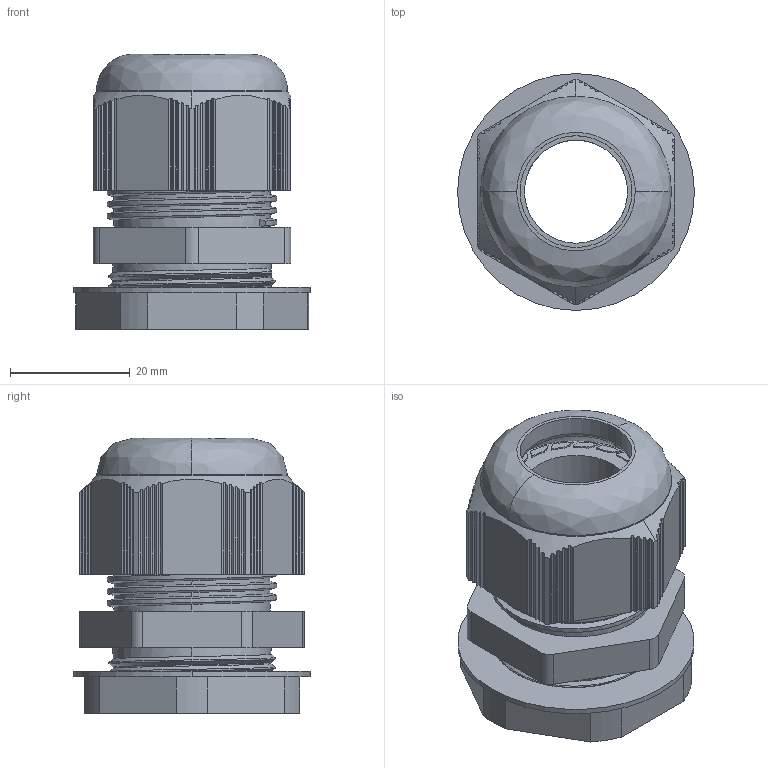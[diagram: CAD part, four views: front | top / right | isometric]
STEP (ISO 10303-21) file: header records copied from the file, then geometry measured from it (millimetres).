
FILE_DESCRIPTION (( 'STEP AP203' ), '1' );
FILE_NAME ('9005.STEP', '2020-07-29T07:15:53', ( '' ), ( '' ), 'SwSTEP 2.0', 'SolidWorks 2011', '' );
FILE_SCHEMA (( 'CONFIG_CONTROL_DESIGN' ));
Length unit declared in the file: millimetre
Products named in the file (1): 9005
Bounding box: 39.5 x 39.5 x 45.95 mm (x, y, z)
Volume: 23877.1 mm3; surface area: 12135.9 mm2
Topology: 1 solids, 1 shells, 482 faces, 1372 edges, 920 vertices
Faces by surface type: cylinder 243, plane 189, cone 29, bspline 15, torus 6
Entity records: 20367 total; most frequent: CARTESIAN_POINT 8742, ORIENTED_EDGE 2744, DIRECTION 1953, EDGE_CURVE 1372, VERTEX_POINT 920, AXIS2_PLACEMENT_3D 712, B_SPLINE_CURVE_WITH_KNOTS 565, LINE 529
